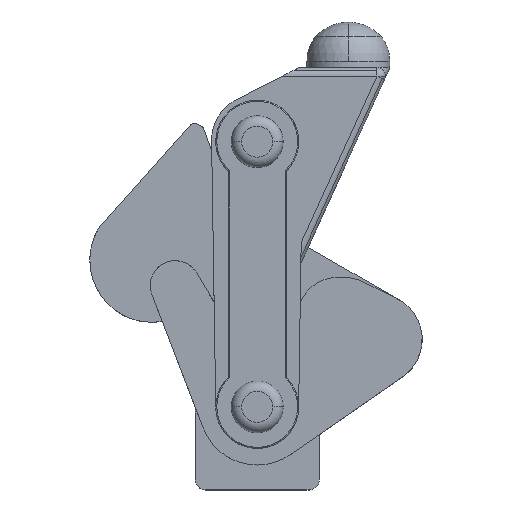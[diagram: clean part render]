
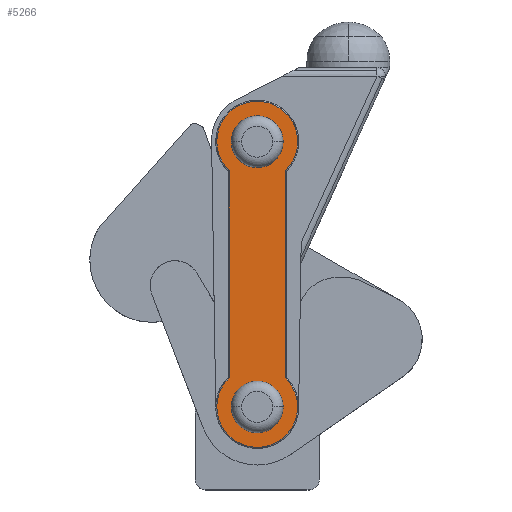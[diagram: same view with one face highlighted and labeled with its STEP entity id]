
A CAD part, top view. The second image highlights one B-rep face of the part: STEP entity #5266.
In plain terms, the highlighted planar face has unit normal (0, 0, 1).
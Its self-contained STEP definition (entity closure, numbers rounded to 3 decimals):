
#3994=AXIS2_PLACEMENT_3D('Circle Axis2P3D',#3992,#3993,$) ;
#4013=AXIS2_PLACEMENT_3D('Circle Axis2P3D',#4011,#4012,$) ;
#4033=AXIS2_PLACEMENT_3D('Circle Axis2P3D',#4031,#4032,$) ;
#5121=AXIS2_PLACEMENT_3D('Plane Axis2P3D',#5118,#5119,#5120) ;
#5200=AXIS2_PLACEMENT_3D('Circle Axis2P3D',#5198,#5199,$) ;
#5209=AXIS2_PLACEMENT_3D('Circle Axis2P3D',#5207,#5208,$) ;
#5216=AXIS2_PLACEMENT_3D('Circle Axis2P3D',#5214,#5215,$) ;
#5223=AXIS2_PLACEMENT_3D('Circle Axis2P3D',#5221,#5222,$) ;
#5234=AXIS2_PLACEMENT_3D('Circle Axis2P3D',#5232,#5233,$) ;
#5243=AXIS2_PLACEMENT_3D('Circle Axis2P3D',#5241,#5242,$) ;
#5250=AXIS2_PLACEMENT_3D('Circle Axis2P3D',#5248,#5249,$) ;
#5257=AXIS2_PLACEMENT_3D('Circle Axis2P3D',#5255,#5256,$) ;
#3973=CARTESIAN_POINT('Vertex',(-131.859,35.7,17.15)) ;
#3989=CARTESIAN_POINT('Vertex',(-134.859,42.736,17.15)) ;
#3992=CARTESIAN_POINT('Axis2P3D Location',(-141.609,35.7,17.15)) ;
#4011=CARTESIAN_POINT('Axis2P3D Location',(-141.609,35.7,17.15)) ;
#4015=CARTESIAN_POINT('Vertex',(-151.359,35.7,17.15)) ;
#4031=CARTESIAN_POINT('Axis2P3D Location',(-141.609,35.7,17.15)) ;
#4035=CARTESIAN_POINT('Vertex',(-148.359,42.736,17.15)) ;
#5103=CARTESIAN_POINT('Vertex',(-134.859,92.664,17.15)) ;
#5106=CARTESIAN_POINT('Line Origine',(-134.859,49.258,17.15)) ;
#5118=CARTESIAN_POINT('Axis2P3D Location',(-141.609,55.675,17.15)) ;
#5124=CARTESIAN_POINT('Control Point',(-131.859,99.7,17.15)) ;
#5125=CARTESIAN_POINT('Control Point',(-131.859,99.138,17.15)) ;
#5126=CARTESIAN_POINT('Control Point',(-131.899,98.575,17.15)) ;
#5127=CARTESIAN_POINT('Control Point',(-131.98,98.017,17.15)) ;
#5128=CARTESIAN_POINT('Control Point',(-132.299,96.567,17.15)) ;
#5129=CARTESIAN_POINT('Control Point',(-132.887,95.198,17.15)) ;
#5130=CARTESIAN_POINT('Control Point',(-133.35,94.396,17.15)) ;
#5131=CARTESIAN_POINT('Control Point',(-133.959,93.581,17.15)) ;
#5132=CARTESIAN_POINT('Control Point',(-134.662,92.857,17.15)) ;
#5133=CARTESIAN_POINT('Control Point',(-134.727,92.792,17.15)) ;
#5134=CARTESIAN_POINT('Control Point',(-134.792,92.728,17.15)) ;
#5135=CARTESIAN_POINT('Control Point',(-134.859,92.664,17.15)) ;
#5136=CARTESIAN_POINT('Vertex',(-131.859,99.7,17.15)) ;
#5140=CARTESIAN_POINT('Control Point',(-151.359,99.7,17.15)) ;
#5141=CARTESIAN_POINT('Control Point',(-151.359,99.964,17.15)) ;
#5142=CARTESIAN_POINT('Control Point',(-151.35,100.227,17.15)) ;
#5143=CARTESIAN_POINT('Control Point',(-151.332,100.491,17.15)) ;
#5144=CARTESIAN_POINT('Control Point',(-151.212,101.667,17.15)) ;
#5145=CARTESIAN_POINT('Control Point',(-150.915,102.819,17.15)) ;
#5146=CARTESIAN_POINT('Control Point',(-150.58,103.682,17.15)) ;
#5147=CARTESIAN_POINT('Control Point',(-149.712,105.314,17.15)) ;
#5148=CARTESIAN_POINT('Control Point',(-148.489,106.7,17.15)) ;
#5149=CARTESIAN_POINT('Control Point',(-147.798,107.318,17.15)) ;
#5150=CARTESIAN_POINT('Control Point',(-146.285,108.378,17.15)) ;
#5151=CARTESIAN_POINT('Control Point',(-144.566,109.059,17.15)) ;
#5152=CARTESIAN_POINT('Control Point',(-143.67,109.296,17.15)) ;
#5153=CARTESIAN_POINT('Control Point',(-141.84,109.555,17.15)) ;
#5154=CARTESIAN_POINT('Control Point',(-140.,109.383,17.15)) ;
#5155=CARTESIAN_POINT('Control Point',(-139.094,109.188,17.15)) ;
#5156=CARTESIAN_POINT('Control Point',(-137.346,108.589,17.15)) ;
#5157=CARTESIAN_POINT('Control Point',(-135.784,107.6,17.15)) ;
#5158=CARTESIAN_POINT('Control Point',(-135.065,107.016,17.15)) ;
#5159=CARTESIAN_POINT('Control Point',(-133.778,105.689,17.15)) ;
#5160=CARTESIAN_POINT('Control Point',(-132.835,104.1,17.15)) ;
#5161=CARTESIAN_POINT('Control Point',(-132.459,103.253,17.15)) ;
#5162=CARTESIAN_POINT('Control Point',(-132.081,102.028,17.15)) ;
#5163=CARTESIAN_POINT('Control Point',(-131.907,100.765,17.15)) ;
#5164=CARTESIAN_POINT('Control Point',(-131.875,100.411,17.15)) ;
#5165=CARTESIAN_POINT('Control Point',(-131.859,100.055,17.15)) ;
#5166=CARTESIAN_POINT('Control Point',(-131.859,99.7,17.15)) ;
#5167=CARTESIAN_POINT('Vertex',(-151.359,99.7,17.15)) ;
#5171=CARTESIAN_POINT('Control Point',(-148.359,92.664,17.15)) ;
#5172=CARTESIAN_POINT('Control Point',(-149.021,93.3,17.15)) ;
#5173=CARTESIAN_POINT('Control Point',(-149.608,94.013,17.15)) ;
#5174=CARTESIAN_POINT('Control Point',(-150.109,94.793,17.15)) ;
#5175=CARTESIAN_POINT('Control Point',(-150.801,96.216,17.15)) ;
#5176=CARTESIAN_POINT('Control Point',(-151.194,97.744,17.15)) ;
#5177=CARTESIAN_POINT('Control Point',(-151.304,98.392,17.15)) ;
#5178=CARTESIAN_POINT('Control Point',(-151.359,99.046,17.15)) ;
#5179=CARTESIAN_POINT('Control Point',(-151.359,99.7,17.15)) ;
#5180=CARTESIAN_POINT('Vertex',(-148.359,92.664,17.15)) ;
#5183=CARTESIAN_POINT('Line Origine',(-148.359,67.7,17.15)) ;
#5198=CARTESIAN_POINT('Axis2P3D Location',(-141.609,35.7,17.15)) ;
#5202=CARTESIAN_POINT('Vertex',(-141.609,29.45,17.15)) ;
#5204=CARTESIAN_POINT('Vertex',(-135.359,35.7,17.15)) ;
#5207=CARTESIAN_POINT('Axis2P3D Location',(-141.609,35.7,17.15)) ;
#5211=CARTESIAN_POINT('Vertex',(-147.859,35.7,17.15)) ;
#5214=CARTESIAN_POINT('Axis2P3D Location',(-141.609,35.7,17.15)) ;
#5218=CARTESIAN_POINT('Vertex',(-141.609,41.95,17.15)) ;
#5221=CARTESIAN_POINT('Axis2P3D Location',(-141.609,35.7,17.15)) ;
#5232=CARTESIAN_POINT('Axis2P3D Location',(-141.609,99.7,17.15)) ;
#5236=CARTESIAN_POINT('Vertex',(-141.609,93.45,17.15)) ;
#5238=CARTESIAN_POINT('Vertex',(-135.359,99.7,17.15)) ;
#5241=CARTESIAN_POINT('Axis2P3D Location',(-141.609,99.7,17.15)) ;
#5245=CARTESIAN_POINT('Vertex',(-147.859,99.7,17.15)) ;
#5248=CARTESIAN_POINT('Axis2P3D Location',(-141.609,99.7,17.15)) ;
#5252=CARTESIAN_POINT('Vertex',(-141.609,105.95,17.15)) ;
#5255=CARTESIAN_POINT('Axis2P3D Location',(-141.609,99.7,17.15)) ;
#3993=DIRECTION('Axis2P3D Direction',(-0.,0.,1.)) ;
#4012=DIRECTION('Axis2P3D Direction',(-0.,0.,1.)) ;
#4032=DIRECTION('Axis2P3D Direction',(-0.,0.,1.)) ;
#5107=DIRECTION('Vector Direction',(0.,1.,0.)) ;
#5119=DIRECTION('Axis2P3D Direction',(0.,0.,1.)) ;
#5120=DIRECTION('Axis2P3D XDirection',(1.,0.,0.)) ;
#5184=DIRECTION('Vector Direction',(0.,1.,0.)) ;
#5199=DIRECTION('Axis2P3D Direction',(0.,0.,1.)) ;
#5208=DIRECTION('Axis2P3D Direction',(0.,0.,1.)) ;
#5215=DIRECTION('Axis2P3D Direction',(0.,0.,1.)) ;
#5222=DIRECTION('Axis2P3D Direction',(0.,0.,1.)) ;
#5233=DIRECTION('Axis2P3D Direction',(0.,0.,1.)) ;
#5242=DIRECTION('Axis2P3D Direction',(0.,0.,1.)) ;
#5249=DIRECTION('Axis2P3D Direction',(0.,0.,1.)) ;
#5256=DIRECTION('Axis2P3D Direction',(0.,0.,1.)) ;
#5108=VECTOR('Line Direction',#5107,1.) ;
#5185=VECTOR('Line Direction',#5184,1.) ;
#5189=ORIENTED_EDGE('',*,*,#5110,.F.) ;
#5190=ORIENTED_EDGE('',*,*,#5138,.F.) ;
#5191=ORIENTED_EDGE('',*,*,#5169,.F.) ;
#5192=ORIENTED_EDGE('',*,*,#5182,.F.) ;
#5193=ORIENTED_EDGE('',*,*,#5187,.F.) ;
#5194=ORIENTED_EDGE('',*,*,#4037,.F.) ;
#5195=ORIENTED_EDGE('',*,*,#4017,.F.) ;
#5196=ORIENTED_EDGE('',*,*,#3996,.F.) ;
#5227=ORIENTED_EDGE('',*,*,#5206,.F.) ;
#5228=ORIENTED_EDGE('',*,*,#5213,.F.) ;
#5229=ORIENTED_EDGE('',*,*,#5220,.F.) ;
#5230=ORIENTED_EDGE('',*,*,#5225,.F.) ;
#5261=ORIENTED_EDGE('',*,*,#5240,.F.) ;
#5262=ORIENTED_EDGE('',*,*,#5247,.F.) ;
#5263=ORIENTED_EDGE('',*,*,#5254,.F.) ;
#5264=ORIENTED_EDGE('',*,*,#5259,.F.) ;
#5231=FACE_BOUND('',#5226,.T.) ;
#5265=FACE_BOUND('',#5260,.T.) ;
#5266=ADVANCED_FACE('MODULSPANNER_TS_V_HD_800_FM_357820',(#5197,#5231,#5265),#5122,.T.) ;
#5123=B_SPLINE_CURVE_WITH_KNOTS('',5,(#5124,#5125,#5126,#5127,#5128,#5129,#5130,#5131,#5132,#5133,#5134,#5135),.UNSPECIFIED.,.F.,.U.,(6,3,3,6),(54.433,58.409,64.899,65.548),.UNSPECIFIED.) ;
#5139=B_SPLINE_CURVE_WITH_KNOTS('',5,(#5140,#5141,#5142,#5143,#5144,#5145,#5146,#5147,#5148,#5149,#5150,#5151,#5152,#5153,#5154,#5155,#5156,#5157,#5158,#5159,#5160,#5161,#5162,#5163,#5164,#5165,#5166),.UNSPECIFIED.,.F.,.U.,(6,3,3,3,3,3,3,3,6),(11.115,12.98,19.47,25.96,32.45,38.94,45.43,51.919,54.433),.UNSPECIFIED.) ;
#5170=B_SPLINE_CURVE_WITH_KNOTS('',5,(#5171,#5172,#5173,#5174,#5175,#5176,#5177,#5178,#5179),.UNSPECIFIED.,.F.,.U.,(6,3,6),(0.,6.49,11.115),.UNSPECIFIED.) ;
#3995=CIRCLE('generated circle',#3994,9.75) ;
#4014=CIRCLE('generated circle',#4013,9.75) ;
#4034=CIRCLE('generated circle',#4033,9.75) ;
#5201=CIRCLE('generated circle',#5200,6.25) ;
#5210=CIRCLE('generated circle',#5209,6.25) ;
#5217=CIRCLE('generated circle',#5216,6.25) ;
#5224=CIRCLE('generated circle',#5223,6.25) ;
#5235=CIRCLE('generated circle',#5234,6.25) ;
#5244=CIRCLE('generated circle',#5243,6.25) ;
#5251=CIRCLE('generated circle',#5250,6.25) ;
#5258=CIRCLE('generated circle',#5257,6.25) ;
#3996=EDGE_CURVE('',#3990,#3974,#3995,.F.) ;
#4017=EDGE_CURVE('',#3974,#4016,#4014,.F.) ;
#4037=EDGE_CURVE('',#4016,#4036,#4034,.F.) ;
#5110=EDGE_CURVE('',#5104,#3990,#5109,.F.) ;
#5138=EDGE_CURVE('',#5137,#5104,#5123,.T.) ;
#5169=EDGE_CURVE('',#5168,#5137,#5139,.T.) ;
#5182=EDGE_CURVE('',#5181,#5168,#5170,.T.) ;
#5187=EDGE_CURVE('',#4036,#5181,#5186,.T.) ;
#5206=EDGE_CURVE('',#5203,#5205,#5201,.T.) ;
#5213=EDGE_CURVE('',#5212,#5203,#5210,.T.) ;
#5220=EDGE_CURVE('',#5219,#5212,#5217,.T.) ;
#5225=EDGE_CURVE('',#5205,#5219,#5224,.T.) ;
#5240=EDGE_CURVE('',#5237,#5239,#5235,.T.) ;
#5247=EDGE_CURVE('',#5246,#5237,#5244,.T.) ;
#5254=EDGE_CURVE('',#5253,#5246,#5251,.T.) ;
#5259=EDGE_CURVE('',#5239,#5253,#5258,.T.) ;
#5188=EDGE_LOOP('',(#5189,#5190,#5191,#5192,#5193,#5194,#5195,#5196)) ;
#5226=EDGE_LOOP('',(#5227,#5228,#5229,#5230)) ;
#5260=EDGE_LOOP('',(#5261,#5262,#5263,#5264)) ;
#5197=FACE_OUTER_BOUND('',#5188,.T.) ;
#5109=LINE('Line',#5106,#5108) ;
#5186=LINE('Line',#5183,#5185) ;
#5122=PLANE('Plane',#5121) ;
#3974=VERTEX_POINT('',#3973) ;
#3990=VERTEX_POINT('',#3989) ;
#4016=VERTEX_POINT('',#4015) ;
#4036=VERTEX_POINT('',#4035) ;
#5104=VERTEX_POINT('',#5103) ;
#5137=VERTEX_POINT('',#5136) ;
#5168=VERTEX_POINT('',#5167) ;
#5181=VERTEX_POINT('',#5180) ;
#5203=VERTEX_POINT('',#5202) ;
#5205=VERTEX_POINT('',#5204) ;
#5212=VERTEX_POINT('',#5211) ;
#5219=VERTEX_POINT('',#5218) ;
#5237=VERTEX_POINT('',#5236) ;
#5239=VERTEX_POINT('',#5238) ;
#5246=VERTEX_POINT('',#5245) ;
#5253=VERTEX_POINT('',#5252) ;
